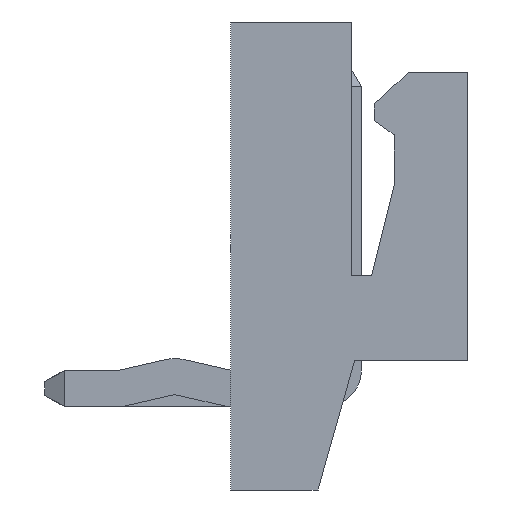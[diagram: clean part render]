
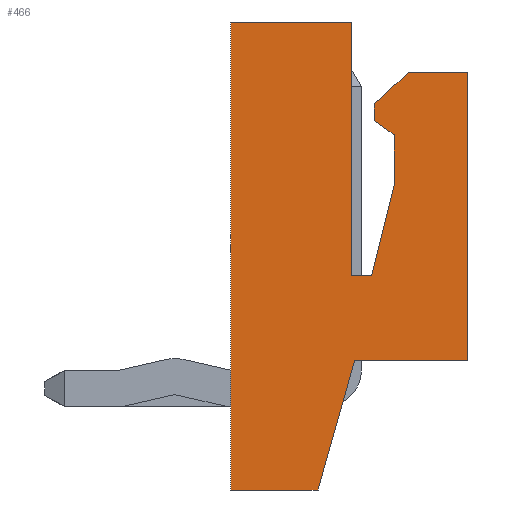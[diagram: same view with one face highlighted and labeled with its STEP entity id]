
A CAD part, left-side view. The second image highlights one B-rep face of the part: STEP entity #466.
In plain terms, the highlighted planar face has unit normal (-1, 0, 0).
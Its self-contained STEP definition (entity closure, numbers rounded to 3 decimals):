
#466 = ADVANCED_FACE( '', ( #1020 ), #1021, .T. );
#1020 = FACE_OUTER_BOUND( '', #1691, .T. );
#1021 = PLANE( '', #1692 );
#1691 = EDGE_LOOP( '', ( #2758, #2759, #2760, #2761, #2762, #2763, #2764, #2765, #2766, #2767, #2768, #2769, #2770, #2771 ) );
#1692 = AXIS2_PLACEMENT_3D( '', #2772, #2773, #2774 );
#2758 = ORIENTED_EDGE( '', *, *, #4531, .F. );
#2759 = ORIENTED_EDGE( '', *, *, #4532, .T. );
#2760 = ORIENTED_EDGE( '', *, *, #4318, .T. );
#2761 = ORIENTED_EDGE( '', *, *, #4513, .T. );
#2762 = ORIENTED_EDGE( '', *, *, #4524, .T. );
#2763 = ORIENTED_EDGE( '', *, *, #4533, .F. );
#2764 = ORIENTED_EDGE( '', *, *, #4534, .T. );
#2765 = ORIENTED_EDGE( '', *, *, #4535, .F. );
#2766 = ORIENTED_EDGE( '', *, *, #4212, .F. );
#2767 = ORIENTED_EDGE( '', *, *, #4536, .F. );
#2768 = ORIENTED_EDGE( '', *, *, #4537, .F. );
#2769 = ORIENTED_EDGE( '', *, *, #4538, .F. );
#2770 = ORIENTED_EDGE( '', *, *, #4539, .F. );
#2771 = ORIENTED_EDGE( '', *, *, #4245, .F. );
#2772 = CARTESIAN_POINT( '', ( -10., -1.9, -3. ) );
#2773 = DIRECTION( '', ( -1., 0., 0. ) );
#2774 = DIRECTION( '', ( 0., 0., 1. ) );
#4212 = EDGE_CURVE( '', #5046, #5048, #5049, .T. );
#4245 = EDGE_CURVE( '', #5111, #5113, #5114, .T. );
#4318 = EDGE_CURVE( '', #5245, #5246, #5247, .T. );
#4513 = EDGE_CURVE( '', #5246, #5564, #5565, .T. );
#4524 = EDGE_CURVE( '', #5564, #5580, #5581, .T. );
#4531 = EDGE_CURVE( '', #5590, #5111, #5591, .T. );
#4532 = EDGE_CURVE( '', #5590, #5245, #5592, .T. );
#4533 = EDGE_CURVE( '', #5593, #5580, #5594, .T. );
#4534 = EDGE_CURVE( '', #5593, #5595, #5596, .T. );
#4535 = EDGE_CURVE( '', #5048, #5595, #5597, .T. );
#4536 = EDGE_CURVE( '', #5598, #5046, #5599, .T. );
#4537 = EDGE_CURVE( '', #5600, #5598, #5601, .T. );
#4538 = EDGE_CURVE( '', #5602, #5600, #5603, .T. );
#4539 = EDGE_CURVE( '', #5113, #5602, #5604, .T. );
#5046 = VERTEX_POINT( '', #6258 );
#5048 = VERTEX_POINT( '', #6261 );
#5049 = LINE( '', #6262, #6263 );
#5111 = VERTEX_POINT( '', #6355 );
#5113 = VERTEX_POINT( '', #6358 );
#5114 = LINE( '', #6359, #6360 );
#5245 = VERTEX_POINT( '', #6551 );
#5246 = VERTEX_POINT( '', #6552 );
#5247 = LINE( '', #6553, #6554 );
#5564 = VERTEX_POINT( '', #7026 );
#5565 = LINE( '', #7027, #7028 );
#5580 = VERTEX_POINT( '', #7050 );
#5581 = LINE( '', #7051, #7052 );
#5590 = VERTEX_POINT( '', #7065 );
#5591 = LINE( '', #7066, #7067 );
#5592 = LINE( '', #7068, #7069 );
#5593 = VERTEX_POINT( '', #7070 );
#5594 = LINE( '', #7071, #7072 );
#5595 = VERTEX_POINT( '', #7073 );
#5596 = LINE( '', #7074, #7075 );
#5597 = LINE( '', #7076, #7077 );
#5598 = VERTEX_POINT( '', #7078 );
#5599 = LINE( '', #7079, #7080 );
#5600 = VERTEX_POINT( '', #7081 );
#5601 = LINE( '', #7082, #7083 );
#5602 = VERTEX_POINT( '', #7084 );
#5603 = LINE( '', #7085, #7086 );
#5604 = LINE( '', #7087, #7088 );
#6258 = CARTESIAN_POINT( '', ( -10., -0.25, 1.55 ) );
#6261 = CARTESIAN_POINT( '', ( -10., -0.85, 2.1 ) );
#6262 = CARTESIAN_POINT( '', ( -10., -0.25, 1.55 ) );
#6263 = VECTOR( '', #7898, 1000. );
#6355 = CARTESIAN_POINT( '', ( -10., 0.15, -1.5 ) );
#6358 = CARTESIAN_POINT( '', ( -10., -0.2, -1.5 ) );
#6359 = CARTESIAN_POINT( '', ( -10., 0.15, -1.5 ) );
#6360 = VECTOR( '', #7930, 1000. );
#6551 = CARTESIAN_POINT( '', ( -10., 2.3, 3. ) );
#6552 = CARTESIAN_POINT( '', ( -10., 2.3, -5.3 ) );
#6553 = CARTESIAN_POINT( '', ( -10., 2.3, 3. ) );
#6554 = VECTOR( '', #7997, 1000. );
#7026 = CARTESIAN_POINT( '', ( -10., 0.75, -5.3 ) );
#7027 = CARTESIAN_POINT( '', ( -10., 2.3, -5.3 ) );
#7028 = VECTOR( '', #8159, 1000. );
#7050 = CARTESIAN_POINT( '', ( -10., 0.1, -3. ) );
#7051 = CARTESIAN_POINT( '', ( -10., 0.75, -5.3 ) );
#7052 = VECTOR( '', #8167, 1000. );
#7065 = CARTESIAN_POINT( '', ( -10., 0.15, 3. ) );
#7066 = CARTESIAN_POINT( '', ( -10., 0.15, -1.5 ) );
#7067 = VECTOR( '', #8172, 1000. );
#7068 = CARTESIAN_POINT( '', ( -10., -1.9, 3. ) );
#7069 = VECTOR( '', #8173, 1000. );
#7070 = CARTESIAN_POINT( '', ( -10., -1.9, -3. ) );
#7071 = CARTESIAN_POINT( '', ( -10., -1.9, -3. ) );
#7072 = VECTOR( '', #8174, 1000. );
#7073 = CARTESIAN_POINT( '', ( -10., -1.9, 2.1 ) );
#7074 = CARTESIAN_POINT( '', ( -10., -1.9, -3. ) );
#7075 = VECTOR( '', #8175, 1000. );
#7076 = CARTESIAN_POINT( '', ( -10., -0.85, 2.1 ) );
#7077 = VECTOR( '', #8176, 1000. );
#7078 = CARTESIAN_POINT( '', ( -10., -0.25, 1.25 ) );
#7079 = CARTESIAN_POINT( '', ( -10., -0.25, 1.55 ) );
#7080 = VECTOR( '', #8177, 1000. );
#7081 = CARTESIAN_POINT( '', ( -10., -0.6, 1. ) );
#7082 = CARTESIAN_POINT( '', ( -10., -0.25, 1.25 ) );
#7083 = VECTOR( '', #8178, 1000. );
#7084 = CARTESIAN_POINT( '', ( -10., -0.6, 0.1 ) );
#7085 = CARTESIAN_POINT( '', ( -10., -0.6, 1. ) );
#7086 = VECTOR( '', #8179, 1000. );
#7087 = CARTESIAN_POINT( '', ( -10., -0.2, -1.5 ) );
#7088 = VECTOR( '', #8180, 1000. );
#7898 = DIRECTION( '', ( 0., -0.737, 0.676 ) );
#7930 = DIRECTION( '', ( 0., -1., 0. ) );
#7997 = DIRECTION( '', ( 0., 0., -1. ) );
#8159 = DIRECTION( '', ( 0., -1., 0. ) );
#8167 = DIRECTION( '', ( 0., -0.272, 0.962 ) );
#8172 = DIRECTION( '', ( 0., 0., -1. ) );
#8173 = DIRECTION( '', ( 0., 1., 0. ) );
#8174 = DIRECTION( '', ( 0., 1., 0. ) );
#8175 = DIRECTION( '', ( 0., 0., 1. ) );
#8176 = DIRECTION( '', ( 0., -1., 0. ) );
#8177 = DIRECTION( '', ( 0., 0., 1. ) );
#8178 = DIRECTION( '', ( 0., 0.814, 0.581 ) );
#8179 = DIRECTION( '', ( 0., 0., 1. ) );
#8180 = DIRECTION( '', ( 0., -0.243, 0.97 ) );
